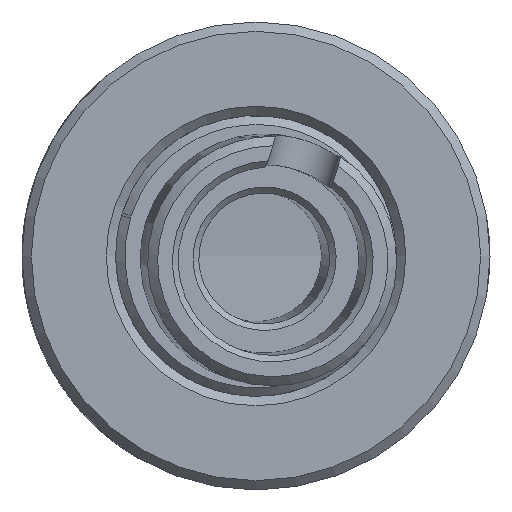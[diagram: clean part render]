
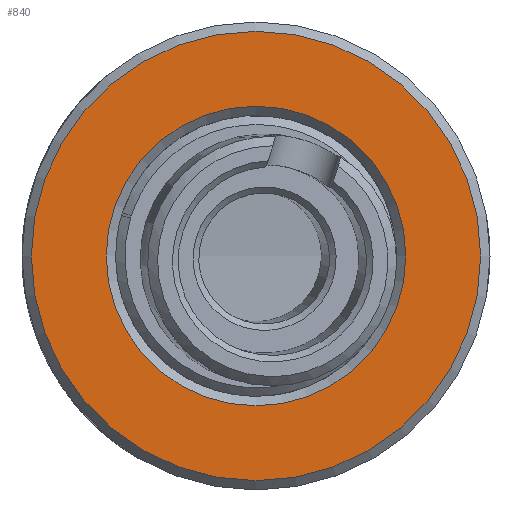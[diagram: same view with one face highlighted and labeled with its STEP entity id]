
A CAD part, left-side view. The second image highlights one B-rep face of the part: STEP entity #840.
In plain terms, the highlighted planar face has unit normal (-1, 0, 0).
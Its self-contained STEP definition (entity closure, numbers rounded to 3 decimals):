
#420 = CIRCLE ( 'NONE', #4573, 4.8 ) ;
#840 = ADVANCED_FACE ( 'NONE', ( #4982, #7938 ), #8548, .F. ) ;
#1746 = EDGE_CURVE ( 'NONE', #2258, #2258, #3899, .T. ) ;
#2258 = VERTEX_POINT ( 'NONE', #12149 ) ;
#2602 = DIRECTION ( 'NONE',  ( 1., 0., 0. ) ) ;
#2923 = DIRECTION ( 'NONE',  ( -1., 0., 0. ) ) ;
#3040 = VERTEX_POINT ( 'NONE', #7301 ) ;
#3426 = AXIS2_PLACEMENT_3D ( 'NONE', #12357, #2602, #9537 ) ;
#3899 = CIRCLE ( 'NONE', #6504, 7.2 ) ;
#3935 = ORIENTED_EDGE ( 'NONE', *, *, #12131, .T. ) ;
#4048 = ORIENTED_EDGE ( 'NONE', *, *, #1746, .T. ) ;
#4573 = AXIS2_PLACEMENT_3D ( 'NONE', #5854, #12774, #6860 ) ;
#4982 = FACE_BOUND ( 'NONE', #7315, .T. ) ;
#5854 = CARTESIAN_POINT ( 'NONE',  ( -68.401, 14.641, 0. ) ) ;
#6504 = AXIS2_PLACEMENT_3D ( 'NONE', #8863, #2923, #9848 ) ;
#6860 = DIRECTION ( 'NONE',  ( 0., 0., -1. ) ) ;
#7301 = CARTESIAN_POINT ( 'NONE',  ( -68.401, 14.641, -4.8 ) ) ;
#7315 = EDGE_LOOP ( 'NONE', ( #3935 ) ) ;
#7938 = FACE_OUTER_BOUND ( 'NONE', #10138, .T. ) ;
#8548 = PLANE ( 'NONE',  #3426 ) ;
#8863 = CARTESIAN_POINT ( 'NONE',  ( -68.401, 14.641, 0. ) ) ;
#9537 = DIRECTION ( 'NONE',  ( 0., 0., -1. ) ) ;
#9848 = DIRECTION ( 'NONE',  ( 0., 0., -1. ) ) ;
#10138 = EDGE_LOOP ( 'NONE', ( #4048 ) ) ;
#12131 = EDGE_CURVE ( 'NONE', #3040, #3040, #420, .T. ) ;
#12149 = CARTESIAN_POINT ( 'NONE',  ( -68.401, 14.641, -7.2 ) ) ;
#12357 = CARTESIAN_POINT ( 'NONE',  ( -68.401, 14.641, 0. ) ) ;
#12774 = DIRECTION ( 'NONE',  ( 1., 0., 0. ) ) ;
